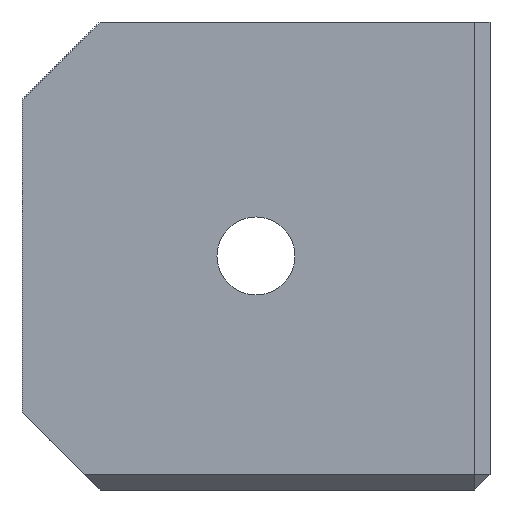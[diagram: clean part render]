
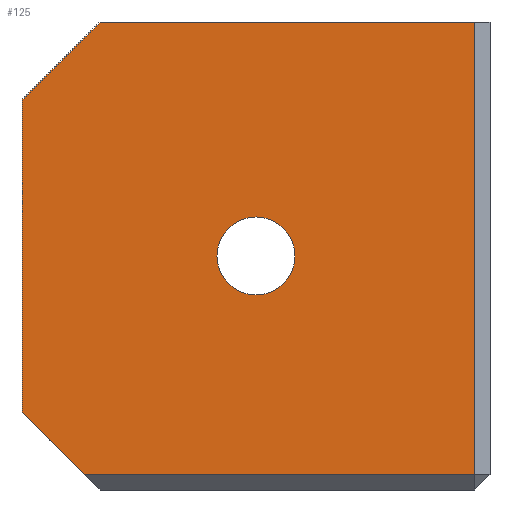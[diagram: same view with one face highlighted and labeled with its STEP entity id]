
A CAD part, front view. The second image highlights one B-rep face of the part: STEP entity #125.
In plain terms, the highlighted planar face has unit normal (0, -1, 0).
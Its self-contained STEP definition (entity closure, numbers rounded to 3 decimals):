
#125=ADVANCED_FACE('',(#560,#562),#564,.T.);
#560=FACE_BOUND('',#561,.T.);
#561=EDGE_LOOP('',(#918,#919,#920,#921,#922,#923));
#562=FACE_BOUND('',#563,.T.);
#563=EDGE_LOOP('',(#924));
#564=PLANE('',#565);
#565=AXIS2_PLACEMENT_3D('',#566,#567,#568);
#566=CARTESIAN_POINT('',(-15.,-15.,0.));
#567=DIRECTION('',(0.,-1.,0.));
#568=DIRECTION('',(1.,0.,0.));
#918=ORIENTED_EDGE('',*,*,#1150,.T.);
#919=ORIENTED_EDGE('',*,*,#1146,.F.);
#920=ORIENTED_EDGE('',*,*,#1151,.F.);
#921=ORIENTED_EDGE('',*,*,#1152,.F.);
#922=ORIENTED_EDGE('',*,*,#1153,.F.);
#923=ORIENTED_EDGE('',*,*,#1154,.T.);
#924=ORIENTED_EDGE('',*,*,#1155,.T.);
#1146=EDGE_CURVE('',#1319,#1309,#1321,.T.);
#1150=EDGE_CURVE('',#1327,#1309,#1328,.T.);
#1151=EDGE_CURVE('',#1329,#1319,#1330,.F.);
#1152=EDGE_CURVE('',#1331,#1329,#1332,.T.);
#1153=EDGE_CURVE('',#1333,#1331,#1334,.F.);
#1154=EDGE_CURVE('',#1333,#1327,#1335,.T.);
#1155=EDGE_CURVE('',#1336,#1336,#1337,.T.);
#1309=VERTEX_POINT('',#1606);
#1319=VERTEX_POINT('',#1626);
#1321=LINE('',#1630,#1631);
#1327=VERTEX_POINT('',#1644);
#1328=LINE('',#1645,#1646);
#1329=VERTEX_POINT('',#1648);
#1330=LINE('',#1649,#1650);
#1331=VERTEX_POINT('',#1652);
#1332=LINE('',#1653,#1654);
#1333=VERTEX_POINT('',#1656);
#1334=LINE('',#1657,#1658);
#1335=LINE('',#1660,#1661);
#1336=VERTEX_POINT('',#1663);
#1337=CIRCLE('',#1664,2.5);
#1606=CARTESIAN_POINT('',(14.,-15.,30.));
#1626=CARTESIAN_POINT('',(-10.,-15.,30.));
#1630=CARTESIAN_POINT('',(-10.,-15.,30.));
#1631=VECTOR('',#1632,1.);
#1632=DIRECTION('',(1.,0.,0.));
#1644=CARTESIAN_POINT('',(14.,-15.,1.));
#1645=CARTESIAN_POINT('',(14.,-15.,1.));
#1646=VECTOR('',#1647,1.);
#1647=DIRECTION('',(0.,0.,1.));
#1648=CARTESIAN_POINT('',(-15.,-15.,25.));
#1649=CARTESIAN_POINT('',(-10.,-15.,30.));
#1650=VECTOR('',#1651,1.);
#1651=DIRECTION('',(-0.707,0.,-0.707));
#1652=CARTESIAN_POINT('',(-15.,-15.,5.));
#1653=CARTESIAN_POINT('',(-15.,-15.,5.));
#1654=VECTOR('',#1655,1.);
#1655=DIRECTION('',(0.,0.,1.));
#1656=CARTESIAN_POINT('',(-11.,-15.,1.));
#1657=CARTESIAN_POINT('',(-15.,-15.,5.));
#1658=VECTOR('',#1659,1.);
#1659=DIRECTION('',(0.707,0.,-0.707));
#1660=CARTESIAN_POINT('',(-11.,-15.,1.));
#1661=VECTOR('',#1662,1.);
#1662=DIRECTION('',(1.,0.,0.));
#1663=CARTESIAN_POINT('',(-2.5,-15.,15.));
#1664=AXIS2_PLACEMENT_3D('',#1665,#1666,#1667);
#1665=CARTESIAN_POINT('',(0.,-15.,15.));
#1666=DIRECTION('',(0.,1.,0.));
#1667=DIRECTION('',(-1.,0.,0.));
